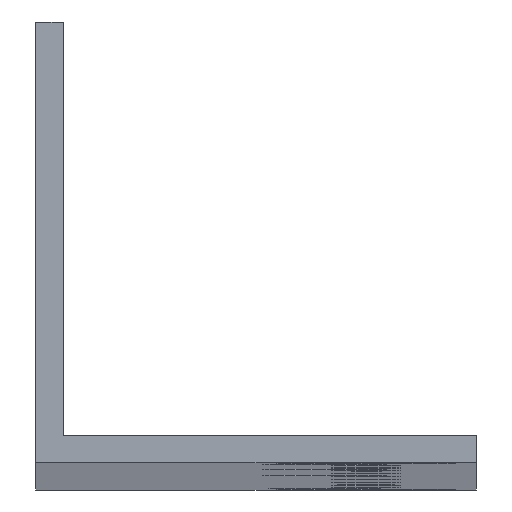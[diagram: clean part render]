
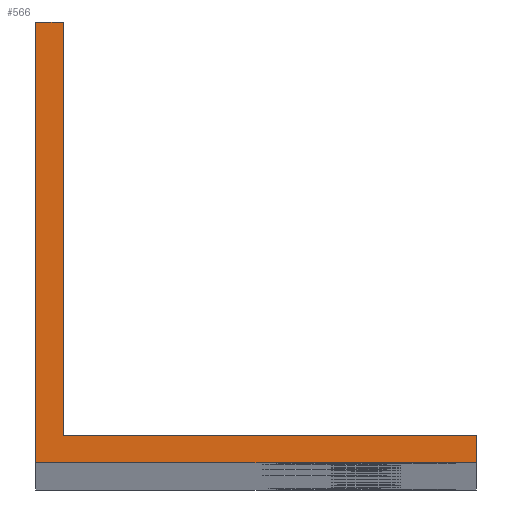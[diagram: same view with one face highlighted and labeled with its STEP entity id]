
A CAD part, top view. The second image highlights one B-rep face of the part: STEP entity #566.
In plain terms, the highlighted planar face has unit normal (0, 0, 1).
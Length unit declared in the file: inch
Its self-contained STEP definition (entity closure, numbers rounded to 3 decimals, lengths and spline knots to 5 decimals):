
#154=FACE_OUTER_BOUND('',#228,.T.);
#228=EDGE_LOOP('',(#501,#502,#503,#504,#505,#506));
#280=LINE('',#857,#298);
#282=LINE('',#905,#300);
#284=LINE('',#909,#302);
#286=LINE('',#913,#304);
#288=LINE('',#917,#306);
#290=LINE('',#964,#308);
#298=VECTOR('',#684,2.);
#300=VECTOR('',#732,2.);
#302=VECTOR('',#736,0.125);
#304=VECTOR('',#740,1.875);
#306=VECTOR('',#744,1.875);
#308=VECTOR('',#792,0.125);
#315=VERTEX_POINT('',#854);
#316=VERTEX_POINT('',#856);
#339=VERTEX_POINT('',#904);
#340=VERTEX_POINT('',#908);
#341=VERTEX_POINT('',#912);
#342=VERTEX_POINT('',#916);
#372=EDGE_CURVE('',#315,#316,#280,.T.);
#396=EDGE_CURVE('',#316,#339,#282,.T.);
#398=EDGE_CURVE('',#339,#340,#284,.T.);
#400=EDGE_CURVE('',#340,#341,#286,.T.);
#402=EDGE_CURVE('',#341,#342,#288,.T.);
#426=EDGE_CURVE('',#342,#315,#290,.T.);
#501=ORIENTED_EDGE('',*,*,#372,.F.);
#502=ORIENTED_EDGE('',*,*,#426,.F.);
#503=ORIENTED_EDGE('',*,*,#402,.F.);
#504=ORIENTED_EDGE('',*,*,#400,.F.);
#505=ORIENTED_EDGE('',*,*,#398,.F.);
#506=ORIENTED_EDGE('',*,*,#396,.F.);
#558=PLANE('',#648);
#566=ADVANCED_FACE('',(#154),#558,.T.);
#648=AXIS2_PLACEMENT_3D('',#965,#793,#794);
#684=DIRECTION('',(-1.,0.,0.));
#732=DIRECTION('',(0.,1.,0.));
#736=DIRECTION('',(1.,0.,0.));
#740=DIRECTION('',(0.,-1.,0.));
#744=DIRECTION('',(1.,0.,0.));
#792=DIRECTION('',(0.,-1.,0.));
#793=DIRECTION('center_axis',(0.,0.,1.));
#794=DIRECTION('ref_axis',(1.,0.,0.));
#854=CARTESIAN_POINT('',(2.,0.,35.59375));
#856=CARTESIAN_POINT('',(0.,0.,35.59375));
#857=CARTESIAN_POINT('',(2.,0.,35.59375));
#904=CARTESIAN_POINT('',(0.,2.,35.59375));
#905=CARTESIAN_POINT('',(0.,0.,35.59375));
#908=CARTESIAN_POINT('',(0.125,2.,35.59375));
#909=CARTESIAN_POINT('',(0.,2.,35.59375));
#912=CARTESIAN_POINT('',(0.125,0.125,35.59375));
#913=CARTESIAN_POINT('',(0.125,2.,35.59375));
#916=CARTESIAN_POINT('',(2.,0.125,35.59375));
#917=CARTESIAN_POINT('',(0.125,0.125,35.59375));
#964=CARTESIAN_POINT('',(2.,0.125,35.59375));
#965=CARTESIAN_POINT('Origin',(0.,0.,35.59375));
